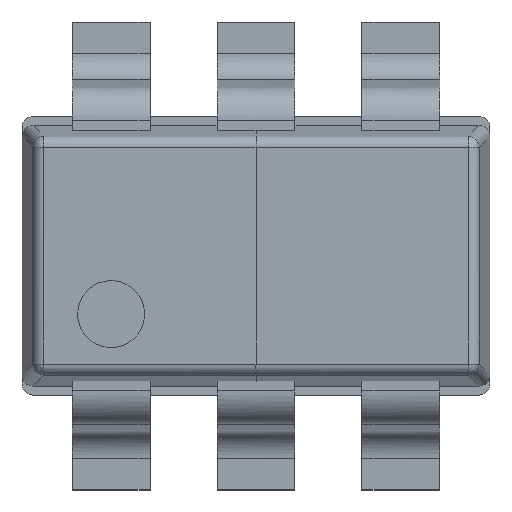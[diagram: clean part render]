
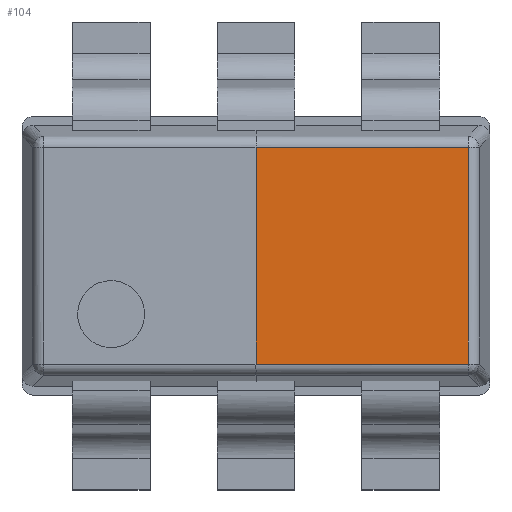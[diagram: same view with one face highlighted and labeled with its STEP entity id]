
A CAD part, top view. The second image highlights one B-rep face of the part: STEP entity #104.
In plain terms, the highlighted planar face has unit normal (0, 0, 1).
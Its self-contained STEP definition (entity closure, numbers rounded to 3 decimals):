
#104=ADVANCED_FACE('',(#253),#2272,.T.);
#253=FACE_OUTER_BOUND('',#402,.T.);
#402=EDGE_LOOP('',(#552,#553,#554,#555));
#552=ORIENTED_EDGE('',*,*,#1276,.T.);
#553=ORIENTED_EDGE('',*,*,#1277,.T.);
#554=ORIENTED_EDGE('',*,*,#1275,.T.);
#555=ORIENTED_EDGE('',*,*,#1274,.T.);
#1274=EDGE_CURVE('',#1998,#2000,#1710,.T.);
#1275=EDGE_CURVE('',#1999,#1998,#1711,.T.);
#1276=EDGE_CURVE('',#2000,#2001,#1712,.T.);
#1277=EDGE_CURVE('',#2001,#1999,#1713,.T.);
#1710=B_SPLINE_CURVE_WITH_KNOTS('',1,(#3467,#3468),.UNSPECIFIED.,.F.,.F.,
(2,2),(-1.903,-0.952),.UNSPECIFIED.);
#1711=B_SPLINE_CURVE_WITH_KNOTS('',1,(#3469,#3470),.UNSPECIFIED.,.F.,.F.,
(2,2),(-0.973,0.),.UNSPECIFIED.);
#1712=B_SPLINE_CURVE_WITH_KNOTS('',1,(#3471,#3472),.UNSPECIFIED.,.F.,.F.,
(2,2),(0.098,1.072),.UNSPECIFIED.);
#1713=B_SPLINE_CURVE_WITH_KNOTS('',1,(#3473,#3474),.UNSPECIFIED.,.F.,.F.,
(2,2),(-0.952,0.),.UNSPECIFIED.);
#1998=VERTEX_POINT('',#3372);
#1999=VERTEX_POINT('',#3373);
#2000=VERTEX_POINT('',#3374);
#2001=VERTEX_POINT('',#3375);
#2272=PLANE('',#2395);
#2395=AXIS2_PLACEMENT_3D('',#2610,#2502,$);
#2502=DIRECTION('',(0.,0.,1.));
#2610=CARTESIAN_POINT('',(-1.142,1.184,0.95));
#3372=CARTESIAN_POINT('',(0.952,0.487,0.95));
#3373=CARTESIAN_POINT('',(0.952,-0.487,0.95));
#3374=CARTESIAN_POINT('',(0.,0.487,0.95));
#3375=CARTESIAN_POINT('',(0.,-0.487,0.95));
#3467=CARTESIAN_POINT('',(0.952,0.487,0.95));
#3468=CARTESIAN_POINT('',(0.,0.487,0.95));
#3469=CARTESIAN_POINT('',(0.952,-0.487,0.95));
#3470=CARTESIAN_POINT('',(0.952,0.487,0.95));
#3471=CARTESIAN_POINT('',(0.,0.487,0.95));
#3472=CARTESIAN_POINT('',(0.,-0.487,0.95));
#3473=CARTESIAN_POINT('',(0.,-0.487,0.95));
#3474=CARTESIAN_POINT('',(0.952,-0.487,0.95));
